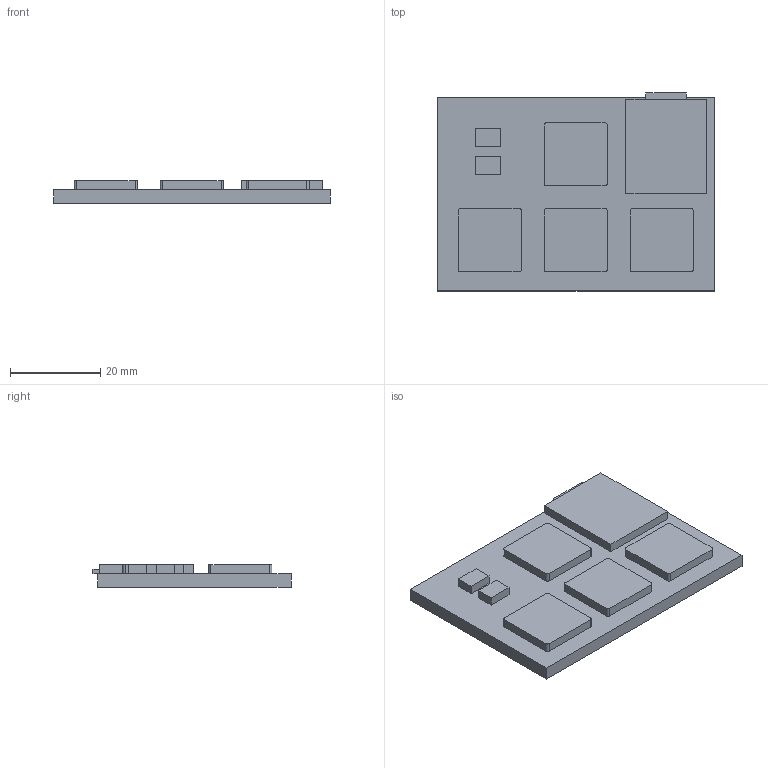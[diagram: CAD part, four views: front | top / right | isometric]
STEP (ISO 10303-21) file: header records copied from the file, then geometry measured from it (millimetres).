
FILE_DESCRIPTION(/* description */ (''),/* implementation_level */ '2;1');
FILE_NAME(/* name */ 'PCB Macropad Demo.step',/* time_stamp */ '2026-01-25T14:11:53-05:00',/* author */ (''),/* organization */ (''),/* preprocessor_version */ 'ST-DEVELOPER v20.1',/* originating_system */ 'Autodesk Translation Framework v14.24.0.0',/* authorisation */ '');
FILE_SCHEMA (('AUTOMOTIVE_DESIGN { 1 0 10303 214 3 1 1 }'));
Length unit declared in the file: millimetre
Products named in the file (1): 2026-01-25-13-49-41-616
Bounding box: 61.27 x 43.88 x 5 mm (x, y, z)
Volume: 10277.1 mm3; surface area: 7909 mm2
Topology: 6 solids, 6 shells, 99 faces, 252 edges, 168 vertices
Faces by surface type: plane 67, cylinder 32
Entity records: 3034 total; most frequent: CARTESIAN_POINT 520, DIRECTION 516, ORIENTED_EDGE 504, EDGE_CURVE 252, LINE 188, VECTOR 188, VERTEX_POINT 168, AXIS2_PLACEMENT_3D 164
